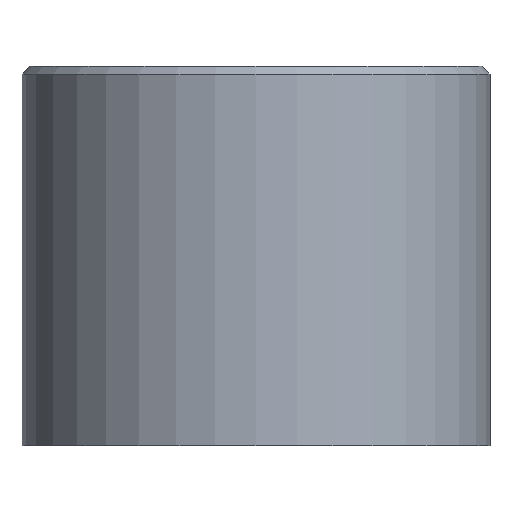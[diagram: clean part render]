
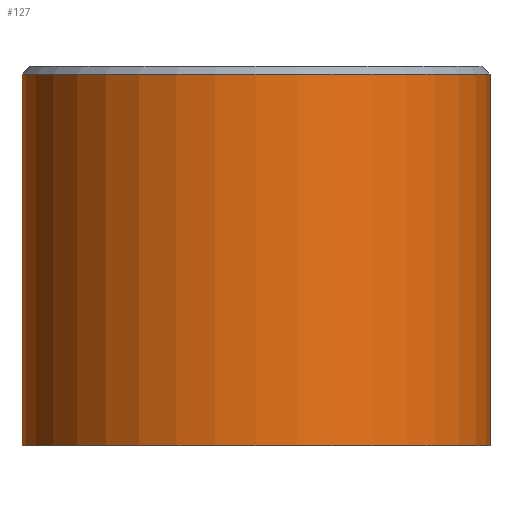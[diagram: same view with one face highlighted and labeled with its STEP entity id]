
A CAD part, left-side view. The second image highlights one B-rep face of the part: STEP entity #127.
In plain terms, the highlighted cylindrical face has radius 26.416 mm (diameter 52.832 mm), a partial arc.
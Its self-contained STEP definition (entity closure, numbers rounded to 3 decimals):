
#88=CARTESIAN_POINT('Axis2P3D Location',(0.,0.,-3.969)) ;
#93=CARTESIAN_POINT('Line Origine',(0.,-26.416,-4.418)) ;
#97=CARTESIAN_POINT('Vertex',(0.,-26.416,-25.4)) ;
#99=CARTESIAN_POINT('Vertex',(0.,-26.416,16.564)) ;
#102=CARTESIAN_POINT('Axis2P3D Location',(0.,0.,16.564)) ;
#106=CARTESIAN_POINT('Vertex',(0.,26.416,16.564)) ;
#109=CARTESIAN_POINT('Line Origine',(0.,26.416,-4.418)) ;
#113=CARTESIAN_POINT('Vertex',(0.,26.416,-25.4)) ;
#116=CARTESIAN_POINT('Axis2P3D Location',(0.,0.,-25.4)) ;
#95=VECTOR('Line Direction',#94,1.) ;
#111=VECTOR('Line Direction',#110,1.) ;
#89=DIRECTION('Axis2P3D Direction',(0.,0.,1.)) ;
#90=DIRECTION('Axis2P3D XDirection',(0.,1.,0.)) ;
#94=DIRECTION('Vector Direction',(0.,0.,1.)) ;
#103=DIRECTION('Axis2P3D Direction',(0.,0.,1.)) ;
#110=DIRECTION('Vector Direction',(0.,0.,1.)) ;
#117=DIRECTION('Axis2P3D Direction',(0.,0.,1.)) ;
#91=AXIS2_PLACEMENT_3D('Cylinder Axis2P3D',#88,#89,#90) ;
#104=AXIS2_PLACEMENT_3D('Circle Axis2P3D',#102,#103,$) ;
#118=AXIS2_PLACEMENT_3D('Circle Axis2P3D',#116,#117,$) ;
#96=LINE('Line',#93,#95) ;
#112=LINE('Line',#109,#111) ;
#105=CIRCLE('generated circle',#104,26.416) ;
#119=CIRCLE('generated circle',#118,26.416) ;
#92=CYLINDRICAL_SURFACE('generated cylinder',#91,26.416) ;
#101=EDGE_CURVE('',#98,#100,#96,.T.) ;
#108=EDGE_CURVE('',#107,#100,#105,.T.) ;
#115=EDGE_CURVE('',#114,#107,#112,.T.) ;
#120=EDGE_CURVE('',#114,#98,#119,.T.) ;
#122=ORIENTED_EDGE('',*,*,#101,.T.) ;
#123=ORIENTED_EDGE('',*,*,#108,.F.) ;
#124=ORIENTED_EDGE('',*,*,#115,.F.) ;
#125=ORIENTED_EDGE('',*,*,#120,.T.) ;
#121=EDGE_LOOP('',(#122,#123,#124,#125)) ;
#98=VERTEX_POINT('',#97) ;
#100=VERTEX_POINT('',#99) ;
#107=VERTEX_POINT('',#106) ;
#114=VERTEX_POINT('',#113) ;
#127=ADVANCED_FACE('PartBody',(#126),#92,.T.) ;
#126=FACE_OUTER_BOUND('',#121,.T.) ;
